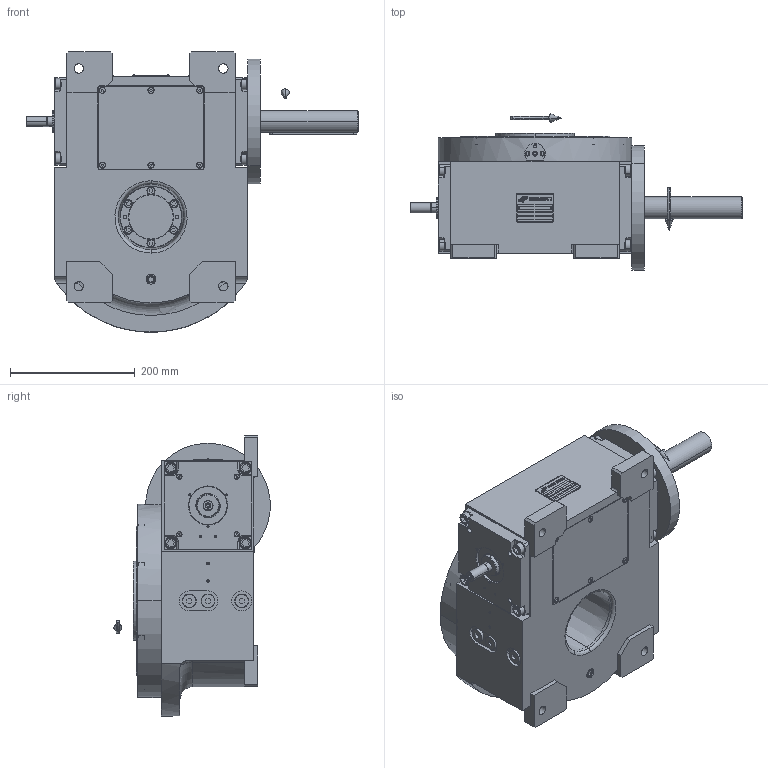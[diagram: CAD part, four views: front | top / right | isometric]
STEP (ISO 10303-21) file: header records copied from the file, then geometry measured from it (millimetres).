
FILE_DESCRIPTION (( 'STEP AP203' ), '1' );
FILE_NAME ('PC5200443.step', '2024-07-05T14:50:31', ( '' ), ( '' ), 'SwSTEP 2.0', 'SolidWorks 2020', '' );
FILE_SCHEMA (( 'CONFIG_CONTROL_DESIGN' ));
Length unit declared in the file: millimetre
Products named in the file (86): cfn2000_01_099; cfn2000_01_161; CFN2010_01_020.stp; cfn2077_01_036; rig09_004; CFN2356_03_053.stp; PC5200443; cfn2128_04_002; cfn2151_01_170; freccia_angolare; AS_rig09_015; cfn2104_01_018; cfn2276_01_056; RIG09_005_AF0.stp; cfn2003_01_054; rig09_071_6_m.stp; rig09_007_master; cfn2070_05_009; CFN2155_01_195.stp; CFN2000_01_185.stp; cfn2476_01_002_60x46; cfn2000_01_126; olio_agip_blasia_150; rig09_001_a_s_011; rig09_003_6; AS_900_38_30_003; AS_rig09_010_s_006; cfn2155_01_095; rig09_016; cfn2205_01_015; cfn2107_01_001; AS_rig09_004; cfn2128_19_002; cfn2000_01_081; rig09_010_s_006; cfn2115_01_008; cfn2001_02_002; freccia_angolare_albero; CFN2223_02_004.stp; CFN2203_02_002.stp ...
Assembly tree (77 placements, depth 5):
  CFN2010_01_020.stp
  cfn2077_01_036
  CFN2356_03_053.stp
  PC5200443
    rig09_001_a_s_011
    AS_cfn2476_01_002_60x46
      cfn2476_01_002_60x46
      cfn2107_01_001
      cfn2107_01_001
    AS_rig09_071_6_m
      rig09_071_6_m.stp
        RIG09_005_ASM.stp
          RIG09_005_AF0.stp
          RIG09_021_AF0.stp
          CFN2000_01_185.stp
          CFN2000_01_185.stp
          CFN2104_02_018.stp
        CFN2155_01_195.stp
        CFN2010_02_002.stp
      cfn2000_01_099
      cfn2000_01_099
      cfn2000_01_099
      cfn2000_01_099
      cfn2000_01_099
      cfn2000_01_099
      cfn2000_01_099
      cfn2000_01_099
      cfn2104_01_018  x2
      rig09_003_6
    AS_rig09_015
      rig09_015
      cfn2000_01_126
      cfn2000_01_126
      cfn2000_01_126
      cfn2000_01_126
      cfn2000_01_126
      cfn2000_01_126
      cfn2073_01_018
    AS_rig09_004
      rig09_004
      cfn2000_01_081
      cfn2155_01_095
      cfn2070_05_009
      cfn2000_01_081
      cfn2000_01_081
      cfn2000_01_081
    AS_rig09_004
      rig09_004
      cfn2000_01_081
      cfn2155_01_095
      cfn2070_05_009
      cfn2000_01_081
      cfn2000_01_081
      cfn2000_01_081
    AS_rig09_002_s_025
      rig09_002_s_025
      cfn2115_01_008
    AS_rig09_010_s_006
      rig09_010_s_006
      cfn2001_02_002  x4
Bounding box: 532.5 x 250.62 x 450 mm (x, y, z)
Volume: 5433884.9 mm3; surface area: 1328510.4 mm2
Topology: 67 solids, 67 shells, 2104 faces, 5176 edges, 3317 vertices
Faces by surface type: plane 1073, cylinder 675, cone 323, torus 27, sphere 4, bspline 2
Entity records: 70884 total; most frequent: CARTESIAN_POINT 13599, DIRECTION 10267, ORIENTED_EDGE 9748, EDGE_CURVE 4874, AXIS2_PLACEMENT_3D 3553, VERTEX_POINT 3172, LINE 3161, VECTOR 3161
